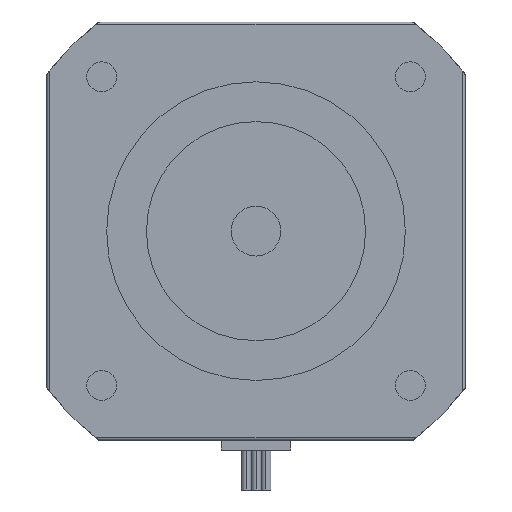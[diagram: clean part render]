
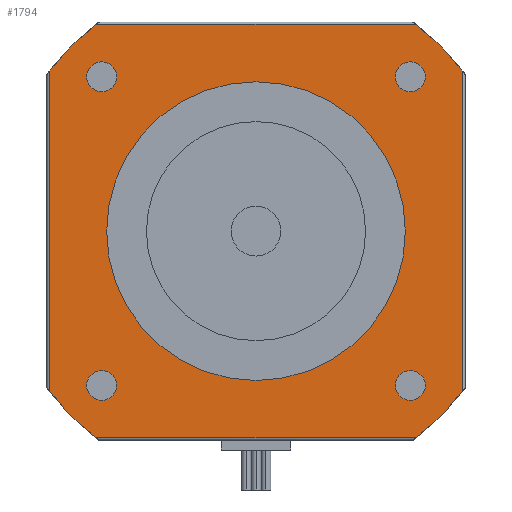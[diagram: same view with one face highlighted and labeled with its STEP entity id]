
A CAD part, left-side view. The second image highlights one B-rep face of the part: STEP entity #1794.
In plain terms, the highlighted planar face has unit normal (-1, 0, 0).
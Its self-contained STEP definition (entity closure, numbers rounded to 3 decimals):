
#265=CARTESIAN_POINT('POINT5850',(0.,0.,
   -15.));
#266=VERTEX_POINT('VERTEX5850',#265);
#273=CARTESIAN_POINT('POINT5851',(0.,0.,
   15.));
#274=VERTEX_POINT('VERTEX5851',#273);
#275=CARTESIAN_POINT('POS9390',(0.,0.,0.));
#276=DIRECTION('DIR14220',(1.,0.,0.));
#277=DIRECTION('DIR14221',(0.,0.,-1.));
#278=AXIS2_PLACEMENT_3D('AXIS4831',#275,#276,#277);
#279=CIRCLE('ELLIPSE2346',#278,15.);
#280=EDGE_CURVE('EDGE8959',#274,#266,#279,.T.);
#300=EDGE_CURVE('EDGE8961',#266,#274,#279,.T.);
#305=CARTESIAN_POINT('POINT5852',(0.,15.5,
   -14.));
#306=VERTEX_POINT('VERTEX5852',#305);
#313=CARTESIAN_POINT('POINT5853',(0.,15.5,
   -17.));
#314=VERTEX_POINT('VERTEX5853',#313);
#315=CARTESIAN_POINT('POS9394',(0.,15.5,
   -15.5));
#316=DIRECTION('DIR14226',(1.,0.,0.));
#317=DIRECTION('DIR14227',(0.,0.,1.));
#318=AXIS2_PLACEMENT_3D('AXIS4833',#315,#316,#317);
#319=CIRCLE('ELLIPSE2347',#318,1.5);
#320=EDGE_CURVE('EDGE8963',#314,#306,#319,.T.);
#340=EDGE_CURVE('EDGE8965',#306,#314,#319,.T.);
#345=CARTESIAN_POINT('POINT5854',(0.,-15.5,
   -14.));
#346=VERTEX_POINT('VERTEX5854',#345);
#353=CARTESIAN_POINT('POINT5855',(0.,-15.5,
   -17.));
#354=VERTEX_POINT('VERTEX5855',#353);
#355=CARTESIAN_POINT('POS9398',(0.,-15.5,
   -15.5));
#356=DIRECTION('DIR14232',(1.,0.,0.));
#357=DIRECTION('DIR14233',(0.,0.,1.));
#358=AXIS2_PLACEMENT_3D('AXIS4835',#355,#356,#357);
#359=CIRCLE('ELLIPSE2348',#358,1.5);
#360=EDGE_CURVE('EDGE8967',#354,#346,#359,.T.);
#380=EDGE_CURVE('EDGE8969',#346,#354,#359,.T.);
#385=CARTESIAN_POINT('POINT5856',(0.,15.5,
   17.));
#386=VERTEX_POINT('VERTEX5856',#385);
#393=CARTESIAN_POINT('POINT5857',(0.,15.5,
   14.));
#394=VERTEX_POINT('VERTEX5857',#393);
#395=CARTESIAN_POINT('POS9402',(0.,15.5,
   15.5));
#396=DIRECTION('DIR14238',(1.,0.,0.));
#397=DIRECTION('DIR14239',(0.,0.,1.));
#398=AXIS2_PLACEMENT_3D('AXIS4837',#395,#396,#397);
#399=CIRCLE('ELLIPSE2349',#398,1.5);
#400=EDGE_CURVE('EDGE8971',#394,#386,#399,.T.);
#420=EDGE_CURVE('EDGE8973',#386,#394,#399,.T.);
#425=CARTESIAN_POINT('POINT5858',(0.,-15.5,
   17.));
#426=VERTEX_POINT('VERTEX5858',#425);
#433=CARTESIAN_POINT('POINT5859',(0.,-15.5,
   14.));
#434=VERTEX_POINT('VERTEX5859',#433);
#435=CARTESIAN_POINT('POS9406',(0.,-15.5,
   15.5));
#436=DIRECTION('DIR14244',(1.,0.,0.));
#437=DIRECTION('DIR14245',(0.,0.,1.));
#438=AXIS2_PLACEMENT_3D('AXIS4839',#435,#436,#437);
#439=CIRCLE('ELLIPSE2350',#438,1.5);
#440=EDGE_CURVE('EDGE8975',#434,#426,#439,.T.);
#460=EDGE_CURVE('EDGE8977',#426,#434,#439,.T.);
#1567=CARTESIAN_POINT('POINT5921',(0.,16.078,
   20.75));
#1568=VERTEX_POINT('VERTEX5921',#1567);
#1586=CARTESIAN_POINT('POINT5923',(0.,
   -16.078,20.75));
#1587=VERTEX_POINT('VERTEX5923',#1586);
#1588=CARTESIAN_POINT('POS9487',(0.,21.,20.75));
#1589=DIRECTION('DIR14353',(0.,1.,0.));
#1590=VECTOR('VEC4621',#1589,1.);
#1591=LINE('STRAIGHT4621',#1588,#1590);
#1592=EDGE_CURVE('EDGE9077',#1587,#1568,#1591,.T.);
#1627=CARTESIAN_POINT('POINT5926',(0.,20.75,
   16.078));
#1628=VERTEX_POINT('VERTEX5926',#1627);
#1652=CARTESIAN_POINT('POINT5928',(0.,20.75,
   -16.078));
#1653=VERTEX_POINT('VERTEX5928',#1652);
#1669=CARTESIAN_POINT('POS9491',(0.,20.75,-21.));
#1670=DIRECTION('DIR14358',(0.,0.,-1.));
#1671=VECTOR('VEC4624',#1670,1.);
#1672=LINE('STRAIGHT4624',#1669,#1671);
#1673=EDGE_CURVE('EDGE9083',#1628,#1653,#1672,.T.);
#1685=CARTESIAN_POINT('POINT5930',(0.,
   16.078,-20.75));
#1686=VERTEX_POINT('VERTEX5930',#1685);
#1710=CARTESIAN_POINT('POINT5932',(0.,
   -16.078,-20.75));
#1711=VERTEX_POINT('VERTEX5932',#1710);
#1727=CARTESIAN_POINT('POS9494',(0.,-21.,-20.75));
#1728=DIRECTION('DIR14362',(0.,-1.,0.));
#1729=VECTOR('VEC4626',#1728,1.);
#1730=LINE('STRAIGHT4626',#1727,#1729);
#1731=EDGE_CURVE('EDGE9087',#1686,#1711,#1730,.T.);
#1741=ORIENTED_EDGE('COEDGE18121',*,*,#460,.T.);
#1742=ORIENTED_EDGE('COEDGE18122',*,*,#440,.T.);
#1743=EDGE_LOOP('NONE',(#1741,#1742));
#1744=FACE_BOUND('LOOP1',#1743,.T.);
#1745=ORIENTED_EDGE('COEDGE18123',*,*,#420,.T.);
#1746=ORIENTED_EDGE('COEDGE18124',*,*,#400,.T.);
#1747=EDGE_LOOP('NONE',(#1745,#1746));
#1748=FACE_BOUND('LOOP1',#1747,.T.);
#1749=ORIENTED_EDGE('COEDGE18125',*,*,#380,.T.);
#1750=ORIENTED_EDGE('COEDGE18126',*,*,#360,.T.);
#1751=EDGE_LOOP('NONE',(#1749,#1750));
#1752=FACE_BOUND('LOOP1',#1751,.T.);
#1753=ORIENTED_EDGE('COEDGE18127',*,*,#340,.T.);
#1754=ORIENTED_EDGE('COEDGE18128',*,*,#320,.T.);
#1755=EDGE_LOOP('NONE',(#1753,#1754));
#1756=FACE_BOUND('LOOP1',#1755,.T.);
#1757=ORIENTED_EDGE('COEDGE18129',*,*,#300,.T.);
#1758=ORIENTED_EDGE('COEDGE18130',*,*,#280,.T.);
#1759=EDGE_LOOP('NONE',(#1757,#1758));
#1760=FACE_BOUND('LOOP1',#1759,.T.);
#1761=ORIENTED_EDGE('COEDGE18131',*,*,#1592,.T.);
#1762=CARTESIAN_POINT('POS9496',(0.,0.,
   0.));
#1763=DIRECTION('DIR14365',(-1.,0.,0.));
#1764=DIRECTION('DIR14366',(0.,0.,-1.));
#1765=AXIS2_PLACEMENT_3D('AXIS4870',#1762,#1763,#1764);
#1766=CIRCLE('ELLIPSE2352',#1765,26.25);
#1767=EDGE_CURVE('EDGE9088',#1568,#1628,#1766,.T.);
#1768=ORIENTED_EDGE('COEDGE18132',*,*,#1767,.T.);
#1769=ORIENTED_EDGE('COEDGE18133',*,*,#1673,.T.);
#1770=EDGE_CURVE('EDGE9089',#1653,#1686,#1766,.T.);
#1771=ORIENTED_EDGE('COEDGE18134',*,*,#1770,.T.);
#1772=ORIENTED_EDGE('COEDGE18135',*,*,#1731,.T.);
#1773=CARTESIAN_POINT('POINT5933',(0.,-20.75,
   -16.078));
#1774=VERTEX_POINT('VERTEX5933',#1773);
#1775=EDGE_CURVE('EDGE9090',#1711,#1774,#1766,.T.);
#1776=ORIENTED_EDGE('COEDGE18136',*,*,#1775,.T.);
#1777=CARTESIAN_POINT('POINT5934',(0.,-20.75,
   16.078));
#1778=VERTEX_POINT('VERTEX5934',#1777);
#1779=CARTESIAN_POINT('POS9497',(0.,-20.75,21.));
#1780=DIRECTION('DIR14367',(0.,0.,1.));
#1781=VECTOR('VEC4627',#1780,1.);
#1782=LINE('STRAIGHT4627',#1779,#1781);
#1783=EDGE_CURVE('EDGE9091',#1774,#1778,#1782,.T.);
#1784=ORIENTED_EDGE('COEDGE18137',*,*,#1783,.T.);
#1785=EDGE_CURVE('EDGE9092',#1778,#1587,#1766,.T.);
#1786=ORIENTED_EDGE('COEDGE18138',*,*,#1785,.T.);
#1787=EDGE_LOOP('NONE',(#1761,#1768,#1769,#1771,#1772,#1776,#1784,#1786)
   );
#1788=FACE_BOUND('LOOP1',#1787,.T.);
#1789=CARTESIAN_POINT('POS9498',(0.,0.,
   0.));
#1790=DIRECTION('DIR14368',(-1.,0.,0.));
#1791=DIRECTION('DIR14369',(0.,1.,0.));
#1792=AXIS2_PLACEMENT_3D('AXIS4871',#1789,#1790,#1791);
#1793=PLANE('PLANE1412',#1792);
#1794=ADVANCED_FACE('FACE3552',(#1744,#1748,#1752,#1756,#1760,#1788),
   #1793,.T.);
